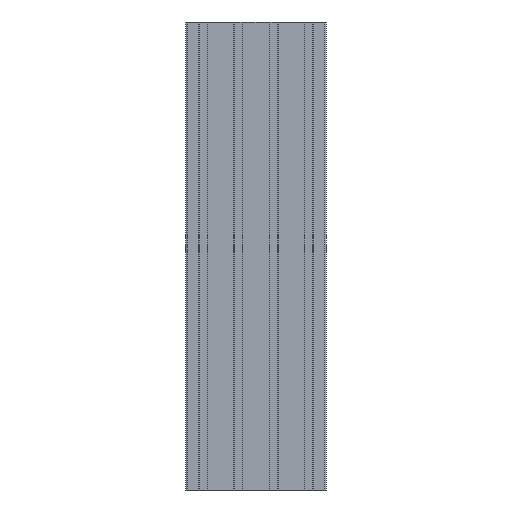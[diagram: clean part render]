
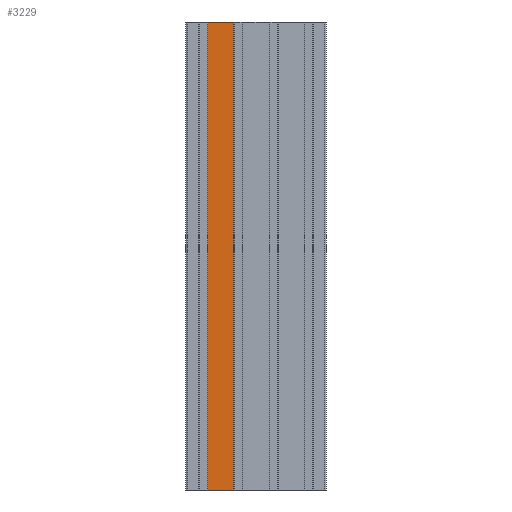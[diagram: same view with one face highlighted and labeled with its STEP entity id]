
A CAD part, front view. The second image highlights one B-rep face of the part: STEP entity #3229.
In plain terms, the highlighted planar face has unit normal (0, -1, 0).
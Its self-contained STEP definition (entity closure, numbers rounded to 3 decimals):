
#64 = VECTOR ( 'NONE', #1572, 1000. ) ;
#68 = ORIENTED_EDGE ( 'NONE', *, *, #1136, .T. ) ;
#144 = CARTESIAN_POINT ( 'NONE',  ( -62.099, -6.603, 0. ) ) ;
#253 = EDGE_CURVE ( 'NONE', #296, #1839, #4312, .T. ) ;
#293 = LINE ( 'NONE', #3106, #877 ) ;
#296 = VERTEX_POINT ( 'NONE', #144 ) ;
#388 = CARTESIAN_POINT ( 'NONE',  ( -62.099, -6.603, -600. ) ) ;
#598 = CARTESIAN_POINT ( 'NONE',  ( -28.699, -6.603, -600. ) ) ;
#877 = VECTOR ( 'NONE', #2056, 1000. ) ;
#900 = ORIENTED_EDGE ( 'NONE', *, *, #2579, .F. ) ;
#1136 = EDGE_CURVE ( 'NONE', #1190, #1839, #293, .T. ) ;
#1190 = VERTEX_POINT ( 'NONE', #598 ) ;
#1539 = AXIS2_PLACEMENT_3D ( 'NONE', #3764, #1779, #3834 ) ;
#1572 = DIRECTION ( 'NONE',  ( 1., 0., 0. ) ) ;
#1719 = FACE_OUTER_BOUND ( 'NONE', #4121, .T. ) ;
#1779 = DIRECTION ( 'NONE',  ( 0., 1., 0. ) ) ;
#1839 = VERTEX_POINT ( 'NONE', #3033 ) ;
#2056 = DIRECTION ( 'NONE',  ( 0., 0., 1. ) ) ;
#2113 = PLANE ( 'NONE',  #1539 ) ;
#2376 = LINE ( 'NONE', #388, #4440 ) ;
#2579 = EDGE_CURVE ( 'NONE', #3131, #296, #2376, .T. ) ;
#3033 = CARTESIAN_POINT ( 'NONE',  ( -28.699, -6.603, 0. ) ) ;
#3079 = ORIENTED_EDGE ( 'NONE', *, *, #3846, .T. ) ;
#3106 = CARTESIAN_POINT ( 'NONE',  ( -28.699, -6.603, -600. ) ) ;
#3131 = VERTEX_POINT ( 'NONE', #3380 ) ;
#3224 = LINE ( 'NONE', #4282, #3437 ) ;
#3229 = ADVANCED_FACE ( 'NONE', ( #1719 ), #2113, .F. ) ;
#3245 = DIRECTION ( 'NONE',  ( 1., 0., 0. ) ) ;
#3380 = CARTESIAN_POINT ( 'NONE',  ( -62.099, -6.603, -600. ) ) ;
#3437 = VECTOR ( 'NONE', #3245, 1000. ) ;
#3764 = CARTESIAN_POINT ( 'NONE',  ( -62.099, -6.603, -600. ) ) ;
#3834 = DIRECTION ( 'NONE',  ( -1., 0., 0. ) ) ;
#3846 = EDGE_CURVE ( 'NONE', #3131, #1190, #3224, .T. ) ;
#4080 = ORIENTED_EDGE ( 'NONE', *, *, #253, .F. ) ;
#4121 = EDGE_LOOP ( 'NONE', ( #4080, #900, #3079, #68 ) ) ;
#4194 = DIRECTION ( 'NONE',  ( 0., 0., 1. ) ) ;
#4271 = CARTESIAN_POINT ( 'NONE',  ( -62.099, -6.603, 0. ) ) ;
#4282 = CARTESIAN_POINT ( 'NONE',  ( -62.099, -6.603, -600. ) ) ;
#4312 = LINE ( 'NONE', #4271, #64 ) ;
#4440 = VECTOR ( 'NONE', #4194, 1000. ) ;
